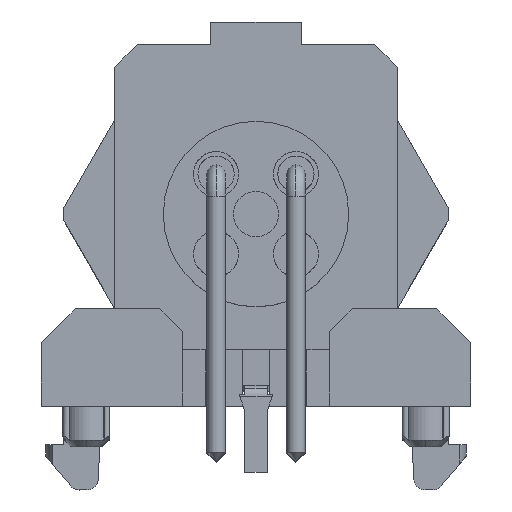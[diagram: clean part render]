
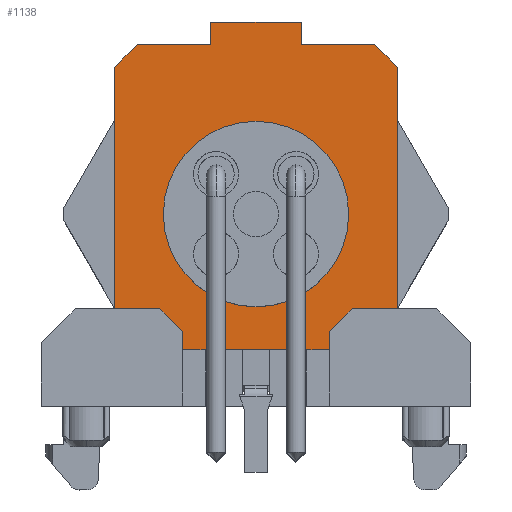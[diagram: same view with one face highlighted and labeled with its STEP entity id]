
A CAD part, top view. The second image highlights one B-rep face of the part: STEP entity #1138.
In plain terms, the highlighted planar face has unit normal (0, 0, 1).
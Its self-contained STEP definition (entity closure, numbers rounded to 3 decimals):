
#627=AXIS2_PLACEMENT_3D('Circle Axis2P3D',#625,#626,$) ;
#651=AXIS2_PLACEMENT_3D('Circle Axis2P3D',#649,#650,$) ;
#970=AXIS2_PLACEMENT_3D('Plane Axis2P3D',#967,#968,#969) ;
#622=CARTESIAN_POINT('Vertex',(5.4,12.2,18.8)) ;
#625=CARTESIAN_POINT('Axis2P3D Location',(9.5,12.2,18.8)) ;
#629=CARTESIAN_POINT('Vertex',(13.6,12.2,18.8)) ;
#649=CARTESIAN_POINT('Axis2P3D Location',(9.5,12.2,18.8)) ;
#967=CARTESIAN_POINT('Axis2P3D Location',(9.5,10.842,18.8)) ;
#972=CARTESIAN_POINT('Line Origine',(15.75,13.35,18.8)) ;
#976=CARTESIAN_POINT('Vertex',(15.75,8.,18.8)) ;
#978=CARTESIAN_POINT('Vertex',(15.75,18.7,18.8)) ;
#981=CARTESIAN_POINT('Line Origine',(15.25,19.2,18.8)) ;
#985=CARTESIAN_POINT('Vertex',(14.75,19.7,18.8)) ;
#988=CARTESIAN_POINT('Line Origine',(13.125,19.7,18.8)) ;
#992=CARTESIAN_POINT('Vertex',(11.5,19.7,18.8)) ;
#995=CARTESIAN_POINT('Line Origine',(11.5,20.2,18.8)) ;
#999=CARTESIAN_POINT('Vertex',(11.5,20.7,18.8)) ;
#1002=CARTESIAN_POINT('Line Origine',(9.5,20.7,18.8)) ;
#1006=CARTESIAN_POINT('Vertex',(7.5,20.7,18.8)) ;
#1009=CARTESIAN_POINT('Line Origine',(7.5,20.2,18.8)) ;
#1013=CARTESIAN_POINT('Vertex',(7.5,19.7,18.8)) ;
#1016=CARTESIAN_POINT('Line Origine',(5.875,19.7,18.8)) ;
#1020=CARTESIAN_POINT('Vertex',(4.25,19.7,18.8)) ;
#1023=CARTESIAN_POINT('Line Origine',(3.75,19.2,18.8)) ;
#1027=CARTESIAN_POINT('Vertex',(3.25,18.7,18.8)) ;
#1030=CARTESIAN_POINT('Line Origine',(3.25,13.35,18.8)) ;
#1034=CARTESIAN_POINT('Vertex',(3.25,8.,18.8)) ;
#1037=CARTESIAN_POINT('Line Origine',(4.25,8.,18.8)) ;
#1041=CARTESIAN_POINT('Vertex',(5.25,8.,18.8)) ;
#1044=CARTESIAN_POINT('Line Origine',(5.75,7.5,18.8)) ;
#1048=CARTESIAN_POINT('Vertex',(6.25,7.,18.8)) ;
#1051=CARTESIAN_POINT('Line Origine',(6.25,6.6,18.8)) ;
#1055=CARTESIAN_POINT('Vertex',(6.25,6.2,18.8)) ;
#1058=CARTESIAN_POINT('Line Origine',(6.75,6.2,18.8)) ;
#1062=CARTESIAN_POINT('Vertex',(7.25,6.2,18.8)) ;
#1065=CARTESIAN_POINT('Line Origine',(8.075,6.2,18.8)) ;
#1069=CARTESIAN_POINT('Vertex',(8.9,6.2,18.8)) ;
#1072=CARTESIAN_POINT('Line Origine',(9.5,6.2,18.8)) ;
#1076=CARTESIAN_POINT('Vertex',(10.1,6.2,18.8)) ;
#1079=CARTESIAN_POINT('Line Origine',(10.925,6.2,18.8)) ;
#1083=CARTESIAN_POINT('Vertex',(11.75,6.2,18.8)) ;
#1086=CARTESIAN_POINT('Line Origine',(12.25,6.2,18.8)) ;
#1090=CARTESIAN_POINT('Vertex',(12.75,6.2,18.8)) ;
#1093=CARTESIAN_POINT('Line Origine',(12.75,6.6,18.8)) ;
#1097=CARTESIAN_POINT('Vertex',(12.75,7.,18.8)) ;
#1100=CARTESIAN_POINT('Line Origine',(13.25,7.5,18.8)) ;
#1104=CARTESIAN_POINT('Vertex',(13.75,8.,18.8)) ;
#1107=CARTESIAN_POINT('Line Origine',(14.75,8.,18.8)) ;
#626=DIRECTION('Axis2P3D Direction',(0.,0.,1.)) ;
#650=DIRECTION('Axis2P3D Direction',(0.,0.,1.)) ;
#968=DIRECTION('Axis2P3D Direction',(0.,0.,1.)) ;
#969=DIRECTION('Axis2P3D XDirection',(0.,-1.,0.)) ;
#973=DIRECTION('Vector Direction',(0.,1.,0.)) ;
#982=DIRECTION('Vector Direction',(0.707,-0.707,0.)) ;
#989=DIRECTION('Vector Direction',(1.,0.,0.)) ;
#996=DIRECTION('Vector Direction',(0.,-1.,0.)) ;
#1003=DIRECTION('Vector Direction',(1.,0.,0.)) ;
#1010=DIRECTION('Vector Direction',(0.,1.,0.)) ;
#1017=DIRECTION('Vector Direction',(1.,0.,0.)) ;
#1024=DIRECTION('Vector Direction',(0.707,0.707,0.)) ;
#1031=DIRECTION('Vector Direction',(0.,-1.,0.)) ;
#1038=DIRECTION('Vector Direction',(1.,0.,0.)) ;
#1045=DIRECTION('Vector Direction',(0.707,-0.707,0.)) ;
#1052=DIRECTION('Vector Direction',(0.,-1.,0.)) ;
#1059=DIRECTION('Vector Direction',(1.,0.,0.)) ;
#1066=DIRECTION('Vector Direction',(1.,0.,0.)) ;
#1073=DIRECTION('Vector Direction',(1.,0.,0.)) ;
#1080=DIRECTION('Vector Direction',(1.,0.,0.)) ;
#1087=DIRECTION('Vector Direction',(1.,0.,0.)) ;
#1094=DIRECTION('Vector Direction',(0.,1.,0.)) ;
#1101=DIRECTION('Vector Direction',(0.707,0.707,0.)) ;
#1108=DIRECTION('Vector Direction',(1.,0.,0.)) ;
#974=VECTOR('Line Direction',#973,1.) ;
#983=VECTOR('Line Direction',#982,1.) ;
#990=VECTOR('Line Direction',#989,1.) ;
#997=VECTOR('Line Direction',#996,1.) ;
#1004=VECTOR('Line Direction',#1003,1.) ;
#1011=VECTOR('Line Direction',#1010,1.) ;
#1018=VECTOR('Line Direction',#1017,1.) ;
#1025=VECTOR('Line Direction',#1024,1.) ;
#1032=VECTOR('Line Direction',#1031,1.) ;
#1039=VECTOR('Line Direction',#1038,1.) ;
#1046=VECTOR('Line Direction',#1045,1.) ;
#1053=VECTOR('Line Direction',#1052,1.) ;
#1060=VECTOR('Line Direction',#1059,1.) ;
#1067=VECTOR('Line Direction',#1066,1.) ;
#1074=VECTOR('Line Direction',#1073,1.) ;
#1081=VECTOR('Line Direction',#1080,1.) ;
#1088=VECTOR('Line Direction',#1087,1.) ;
#1095=VECTOR('Line Direction',#1094,1.) ;
#1102=VECTOR('Line Direction',#1101,1.) ;
#1109=VECTOR('Line Direction',#1108,1.) ;
#1113=ORIENTED_EDGE('',*,*,#980,.T.) ;
#1114=ORIENTED_EDGE('',*,*,#987,.T.) ;
#1115=ORIENTED_EDGE('',*,*,#994,.F.) ;
#1116=ORIENTED_EDGE('',*,*,#1001,.F.) ;
#1117=ORIENTED_EDGE('',*,*,#1008,.F.) ;
#1118=ORIENTED_EDGE('',*,*,#1015,.F.) ;
#1119=ORIENTED_EDGE('',*,*,#1022,.F.) ;
#1120=ORIENTED_EDGE('',*,*,#1029,.F.) ;
#1121=ORIENTED_EDGE('',*,*,#1036,.T.) ;
#1122=ORIENTED_EDGE('',*,*,#1043,.T.) ;
#1123=ORIENTED_EDGE('',*,*,#1050,.F.) ;
#1124=ORIENTED_EDGE('',*,*,#1057,.T.) ;
#1125=ORIENTED_EDGE('',*,*,#1064,.T.) ;
#1126=ORIENTED_EDGE('',*,*,#1071,.T.) ;
#1127=ORIENTED_EDGE('',*,*,#1078,.T.) ;
#1128=ORIENTED_EDGE('',*,*,#1085,.T.) ;
#1129=ORIENTED_EDGE('',*,*,#1092,.T.) ;
#1130=ORIENTED_EDGE('',*,*,#1099,.T.) ;
#1131=ORIENTED_EDGE('',*,*,#1106,.F.) ;
#1132=ORIENTED_EDGE('',*,*,#1111,.T.) ;
#1135=ORIENTED_EDGE('',*,*,#631,.T.) ;
#1136=ORIENTED_EDGE('',*,*,#653,.T.) ;
#1137=FACE_BOUND('',#1134,.T.) ;
#1138=ADVANCED_FACE('V1',(#1133,#1137),#971,.T.) ;
#628=CIRCLE('generated circle',#627,4.1) ;
#652=CIRCLE('generated circle',#651,4.1) ;
#631=EDGE_CURVE('',#630,#623,#628,.F.) ;
#653=EDGE_CURVE('',#623,#630,#652,.F.) ;
#980=EDGE_CURVE('',#977,#979,#975,.T.) ;
#987=EDGE_CURVE('',#979,#986,#984,.F.) ;
#994=EDGE_CURVE('',#993,#986,#991,.T.) ;
#1001=EDGE_CURVE('',#1000,#993,#998,.T.) ;
#1008=EDGE_CURVE('',#1007,#1000,#1005,.T.) ;
#1015=EDGE_CURVE('',#1014,#1007,#1012,.T.) ;
#1022=EDGE_CURVE('',#1021,#1014,#1019,.T.) ;
#1029=EDGE_CURVE('',#1028,#1021,#1026,.T.) ;
#1036=EDGE_CURVE('',#1028,#1035,#1033,.T.) ;
#1043=EDGE_CURVE('',#1035,#1042,#1040,.T.) ;
#1050=EDGE_CURVE('',#1049,#1042,#1047,.F.) ;
#1057=EDGE_CURVE('',#1049,#1056,#1054,.T.) ;
#1064=EDGE_CURVE('',#1056,#1063,#1061,.T.) ;
#1071=EDGE_CURVE('',#1063,#1070,#1068,.T.) ;
#1078=EDGE_CURVE('',#1070,#1077,#1075,.T.) ;
#1085=EDGE_CURVE('',#1077,#1084,#1082,.T.) ;
#1092=EDGE_CURVE('',#1084,#1091,#1089,.T.) ;
#1099=EDGE_CURVE('',#1091,#1098,#1096,.T.) ;
#1106=EDGE_CURVE('',#1105,#1098,#1103,.F.) ;
#1111=EDGE_CURVE('',#1105,#977,#1110,.T.) ;
#1112=EDGE_LOOP('',(#1113,#1114,#1115,#1116,#1117,#1118,#1119,#1120,#1121,#1122,#1123,#1124,#1125,#1126,#1127,#1128,#1129,#1130,#1131,#1132)) ;
#1134=EDGE_LOOP('',(#1135,#1136)) ;
#1133=FACE_OUTER_BOUND('',#1112,.T.) ;
#975=LINE('Line',#972,#974) ;
#984=LINE('Line',#981,#983) ;
#991=LINE('Line',#988,#990) ;
#998=LINE('Line',#995,#997) ;
#1005=LINE('Line',#1002,#1004) ;
#1012=LINE('Line',#1009,#1011) ;
#1019=LINE('Line',#1016,#1018) ;
#1026=LINE('Line',#1023,#1025) ;
#1033=LINE('Line',#1030,#1032) ;
#1040=LINE('Line',#1037,#1039) ;
#1047=LINE('Line',#1044,#1046) ;
#1054=LINE('Line',#1051,#1053) ;
#1061=LINE('Line',#1058,#1060) ;
#1068=LINE('Line',#1065,#1067) ;
#1075=LINE('Line',#1072,#1074) ;
#1082=LINE('Line',#1079,#1081) ;
#1089=LINE('Line',#1086,#1088) ;
#1096=LINE('Line',#1093,#1095) ;
#1103=LINE('Line',#1100,#1102) ;
#1110=LINE('Line',#1107,#1109) ;
#971=PLANE('',#970) ;
#623=VERTEX_POINT('',#622) ;
#630=VERTEX_POINT('',#629) ;
#977=VERTEX_POINT('',#976) ;
#979=VERTEX_POINT('',#978) ;
#986=VERTEX_POINT('',#985) ;
#993=VERTEX_POINT('',#992) ;
#1000=VERTEX_POINT('',#999) ;
#1007=VERTEX_POINT('',#1006) ;
#1014=VERTEX_POINT('',#1013) ;
#1021=VERTEX_POINT('',#1020) ;
#1028=VERTEX_POINT('',#1027) ;
#1035=VERTEX_POINT('',#1034) ;
#1042=VERTEX_POINT('',#1041) ;
#1049=VERTEX_POINT('',#1048) ;
#1056=VERTEX_POINT('',#1055) ;
#1063=VERTEX_POINT('',#1062) ;
#1070=VERTEX_POINT('',#1069) ;
#1077=VERTEX_POINT('',#1076) ;
#1084=VERTEX_POINT('',#1083) ;
#1091=VERTEX_POINT('',#1090) ;
#1098=VERTEX_POINT('',#1097) ;
#1105=VERTEX_POINT('',#1104) ;
